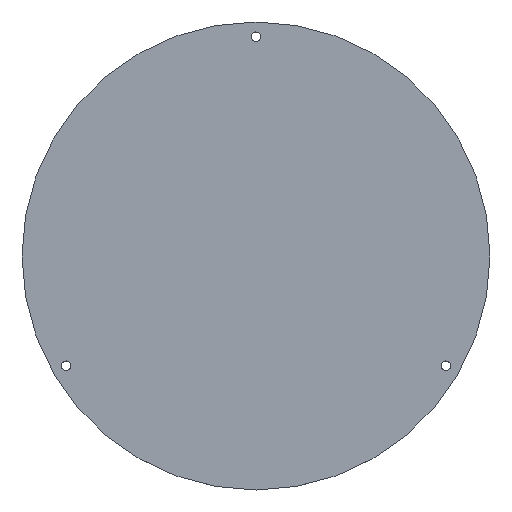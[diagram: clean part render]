
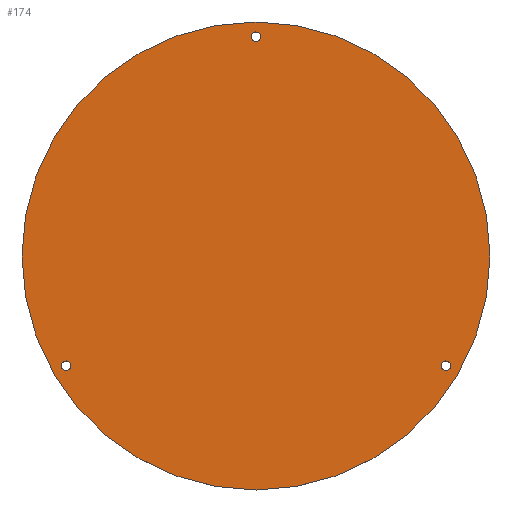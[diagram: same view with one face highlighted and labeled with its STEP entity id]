
A CAD part, top view. The second image highlights one B-rep face of the part: STEP entity #174.
In plain terms, the highlighted planar face has unit normal (0, 0, 1).
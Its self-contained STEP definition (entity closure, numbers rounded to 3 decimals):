
#36=FACE_BOUND('',#58,.T.);
#37=FACE_BOUND('',#59,.T.);
#38=FACE_BOUND('',#60,.T.);
#45=FACE_OUTER_BOUND('',#57,.T.);
#57=EDGE_LOOP('',(#127));
#58=EDGE_LOOP('',(#128));
#59=EDGE_LOOP('',(#129));
#60=EDGE_LOOP('',(#130));
#78=CIRCLE('',#201,80.);
#79=CIRCLE('',#202,1.6);
#80=CIRCLE('',#203,1.6);
#81=CIRCLE('',#204,1.6);
#92=VERTEX_POINT('',#289);
#93=VERTEX_POINT('',#291);
#94=VERTEX_POINT('',#293);
#95=VERTEX_POINT('',#295);
#106=EDGE_CURVE('',#92,#92,#78,.T.);
#107=EDGE_CURVE('',#93,#93,#79,.T.);
#108=EDGE_CURVE('',#94,#94,#80,.T.);
#109=EDGE_CURVE('',#95,#95,#81,.T.);
#127=ORIENTED_EDGE('',*,*,#106,.T.);
#128=ORIENTED_EDGE('',*,*,#107,.T.);
#129=ORIENTED_EDGE('',*,*,#108,.T.);
#130=ORIENTED_EDGE('',*,*,#109,.T.);
#169=PLANE('',#200);
#174=ADVANCED_FACE('',(#45,#36,#37,#38),#169,.T.);
#200=AXIS2_PLACEMENT_3D('',#288,#228,#229);
#201=AXIS2_PLACEMENT_3D('',#290,#230,#231);
#202=AXIS2_PLACEMENT_3D('',#292,#232,#233);
#203=AXIS2_PLACEMENT_3D('',#294,#234,#235);
#204=AXIS2_PLACEMENT_3D('',#296,#236,#237);
#228=DIRECTION('center_axis',(0.,0.,1.));
#229=DIRECTION('ref_axis',(1.,0.,0.));
#230=DIRECTION('center_axis',(0.,0.,1.));
#231=DIRECTION('ref_axis',(1.,0.,0.));
#232=DIRECTION('center_axis',(0.,0.,-1.));
#233=DIRECTION('ref_axis',(-1.,0.,0.));
#234=DIRECTION('center_axis',(0.,0.,-1.));
#235=DIRECTION('ref_axis',(-1.,0.,0.));
#236=DIRECTION('center_axis',(0.,0.,-1.));
#237=DIRECTION('ref_axis',(-1.,0.,0.));
#288=CARTESIAN_POINT('Origin',(0.,0.,
-45.1));
#289=CARTESIAN_POINT('',(-80.,0.,-45.1));
#290=CARTESIAN_POINT('Origin',(0.,0.,
-45.1));
#291=CARTESIAN_POINT('',(1.6,75.,-45.1));
#292=CARTESIAN_POINT('Origin',(0.,75.,-45.1));
#293=CARTESIAN_POINT('',(-63.352,-37.5,-45.1));
#294=CARTESIAN_POINT('Origin',(-64.952,-37.5,-45.1));
#295=CARTESIAN_POINT('',(66.552,-37.5,-45.1));
#296=CARTESIAN_POINT('Origin',(64.952,-37.5,-45.1));
